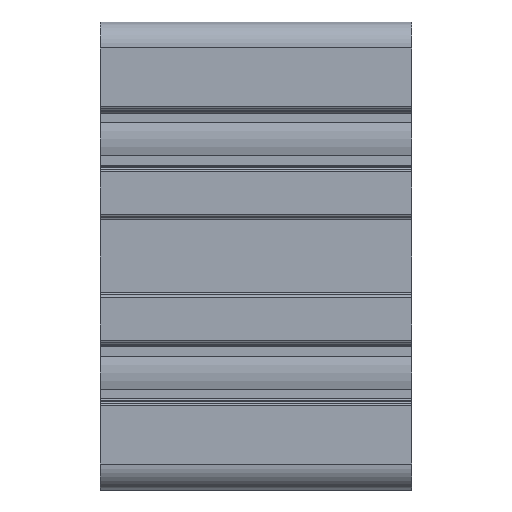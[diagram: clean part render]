
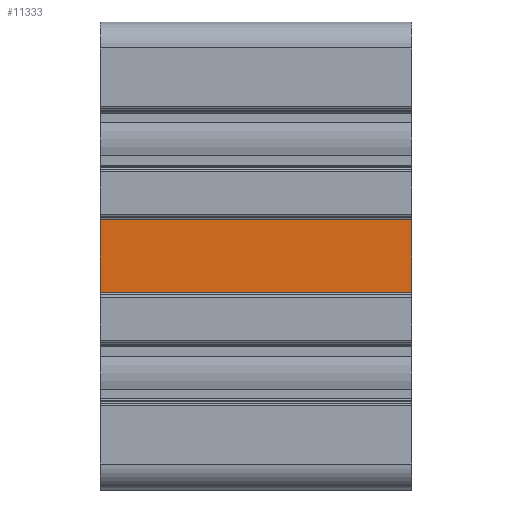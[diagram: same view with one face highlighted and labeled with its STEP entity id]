
A CAD part, left-side view. The second image highlights one B-rep face of the part: STEP entity #11333.
In plain terms, the highlighted planar face has unit normal (-1, 0, 0).
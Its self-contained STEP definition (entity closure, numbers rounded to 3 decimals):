
#665=FACE_OUTER_BOUND('',#1252,.T.);
#1252=EDGE_LOOP('',(#9183,#9184,#9185,#9186));
#1584=LINE('',#16493,#2728);
#2311=LINE('',#18784,#3455);
#2312=LINE('',#18787,#3456);
#2313=LINE('',#18788,#3457);
#2728=VECTOR('',#12938,10.);
#3455=VECTOR('',#15181,1000.);
#3456=VECTOR('',#15184,1000.);
#3457=VECTOR('',#15185,1000.);
#4507=VERTEX_POINT('',#16490);
#4508=VERTEX_POINT('',#16492);
#5314=VERTEX_POINT('',#18782);
#5315=VERTEX_POINT('',#18786);
#5659=EDGE_CURVE('',#4508,#4507,#1584,.T.);
#6805=EDGE_CURVE('',#4507,#5314,#2311,.T.);
#6806=EDGE_CURVE('',#5314,#5315,#2312,.T.);
#6807=EDGE_CURVE('',#4508,#5315,#2313,.T.);
#9183=ORIENTED_EDGE('',*,*,#5659,.T.);
#9184=ORIENTED_EDGE('',*,*,#6805,.T.);
#9185=ORIENTED_EDGE('',*,*,#6806,.T.);
#9186=ORIENTED_EDGE('',*,*,#6807,.F.);
#10869=PLANE('',#12395);
#11333=ADVANCED_FACE('',(#665),#10869,.F.);
#12395=AXIS2_PLACEMENT_3D('',#18785,#15182,#15183);
#12938=DIRECTION('',(0.,0.,1.));
#15181=DIRECTION('',(0.,1.,0.));
#15182=DIRECTION('center_axis',(1.,0.,0.));
#15183=DIRECTION('ref_axis',(0.,0.,1.));
#15184=DIRECTION('',(0.,0.,-1.));
#15185=DIRECTION('',(0.,1.,0.));
#16490=CARTESIAN_POINT('',(1.,-105.,7.));
#16492=CARTESIAN_POINT('',(1.,-105.,-7.));
#16493=CARTESIAN_POINT('',(1.,-105.,-25.1));
#18782=CARTESIAN_POINT('',(1.,-45.,7.));
#18784=CARTESIAN_POINT('',(1.,-6045.,7.));
#18785=CARTESIAN_POINT('Origin',(1.,-6045.,-7.));
#18786=CARTESIAN_POINT('',(1.,-45.,-7.));
#18787=CARTESIAN_POINT('',(1.,-45.,-7.));
#18788=CARTESIAN_POINT('',(1.,-6045.,-7.));
